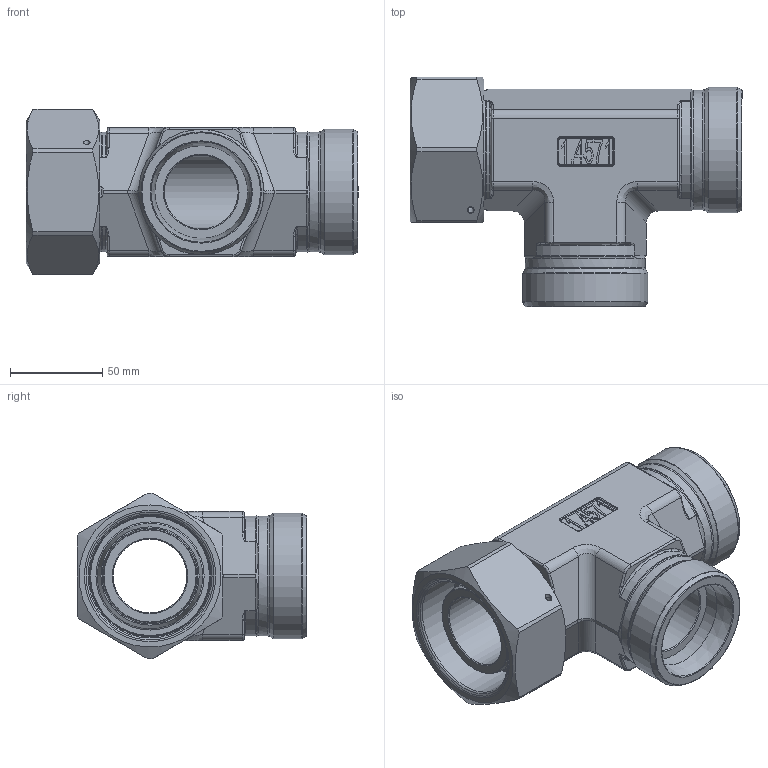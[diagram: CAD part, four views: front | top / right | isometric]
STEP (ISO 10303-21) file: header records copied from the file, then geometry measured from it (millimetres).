
FILE_DESCRIPTION(/* description */ (''),/* implementation_level */ '2;1');
FILE_NAME(/* name */ 'LS50.stp',/* time_stamp */ '2025-01-16T11:19:47+01:00',/* author */ (''),/* organization */ (''),/* preprocessor_version */ 'ST-DEVELOPER v16',/* originating_system */ 'SIEMENS PLM Software NX 10.0',/* authorisation */ '');
FILE_SCHEMA (('AP203_CONFIGURATION_CONTROLLED_3D_DESIGN_OF_MECHANICAL_PARTS_AND_ASSEMBLIES_MIM_LF { 1 0 10303 403 2 1 2}'));
Length unit declared in the file: millimetre
Products named in the file (1): nwer41844EE665tk
Bounding box: 180 x 124.5 x 90 mm (x, y, z)
Volume: 554280 mm3; surface area: 107657.9 mm2
Topology: 3 solids, 3 shells, 360 faces, 898 edges, 561 vertices
Faces by surface type: plane 121, cylinder 100, torus 78, bspline 30, cone 17, extrusion 13, revolution 1
Full cylindrical faces by diameter (mm): 3.3 x1, 3.5 x1, 40 x2, 50.26 x2, 64.9 x2, 64.917 x2, 65.25 x1, 66 x1, 68 x2
Entity records: 11879 total; most frequent: CARTESIAN_POINT 3985, ORIENTED_EDGE 1662, DIRECTION 1484, EDGE_CURVE 831, AXIS2_PLACEMENT_3D 616, VERTEX_POINT 544, EDGE_LOOP 434, ADVANCED_FACE 360
